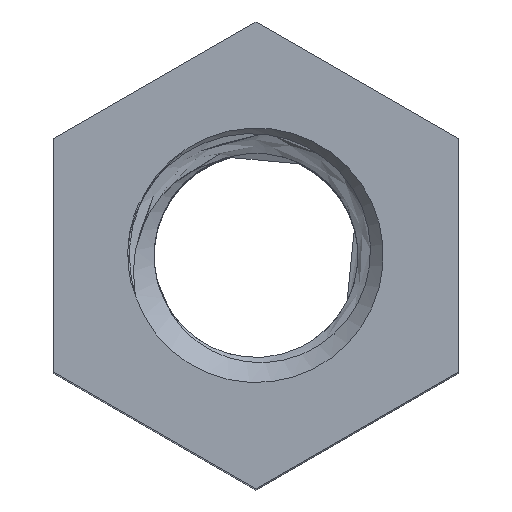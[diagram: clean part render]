
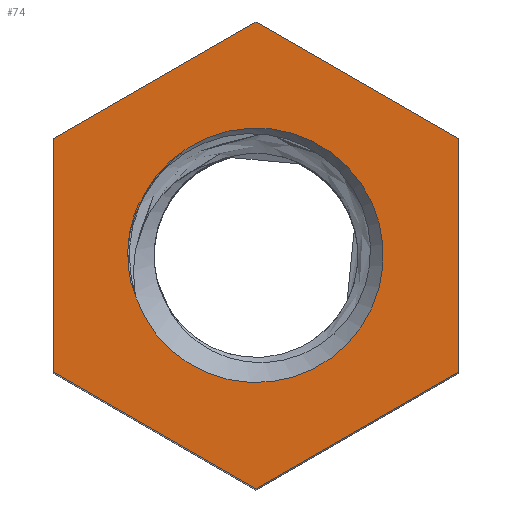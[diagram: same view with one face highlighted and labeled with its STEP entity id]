
A CAD part, top view. The second image highlights one B-rep face of the part: STEP entity #74.
In plain terms, the highlighted planar face has unit normal (0, 0, 1).
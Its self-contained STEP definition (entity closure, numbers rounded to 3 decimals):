
#74=ADVANCED_FACE('',(#338,#340),#342,.T.);
#338=FACE_BOUND('',#339,.T.);
#339=EDGE_LOOP('',(#10623,#10624,#10625,#10626,#10627,#10628));
#340=FACE_BOUND('',#341,.T.);
#341=EDGE_LOOP('',(#10629,#10630));
#342=PLANE('',#343);
#343=AXIS2_PLACEMENT_3D('',#344,#345,#346);
#344=CARTESIAN_POINT('',(0.,0.,8.));
#345=DIRECTION('',(0.,0.,1.));
#346=DIRECTION('',(-1.,0.,0.));
#10623=ORIENTED_EDGE('',*,*,#10785,.T.);
#10624=ORIENTED_EDGE('',*,*,#10786,.T.);
#10625=ORIENTED_EDGE('',*,*,#10787,.T.);
#10626=ORIENTED_EDGE('',*,*,#10788,.T.);
#10627=ORIENTED_EDGE('',*,*,#10789,.T.);
#10628=ORIENTED_EDGE('',*,*,#10790,.T.);
#10629=ORIENTED_EDGE('',*,*,#10791,.T.);
#10630=ORIENTED_EDGE('',*,*,#10775,.T.);
#10775=EDGE_CURVE('',#10859,#10857,#10860,.F.);
#10785=EDGE_CURVE('',#10878,#10879,#10880,.T.);
#10786=EDGE_CURVE('',#10879,#10881,#10882,.T.);
#10787=EDGE_CURVE('',#10881,#10883,#10884,.T.);
#10788=EDGE_CURVE('',#10883,#10885,#10886,.T.);
#10789=EDGE_CURVE('',#10885,#10887,#10888,.T.);
#10790=EDGE_CURVE('',#10887,#10878,#10889,.T.);
#10791=EDGE_CURVE('',#10857,#10859,#10890,.F.);
#10857=VERTEX_POINT('',#11007);
#10859=VERTEX_POINT('',#11025);
#10860=CIRCLE('',#11026,1.26);
#10878=VERTEX_POINT('',#11189);
#10879=VERTEX_POINT('',#11190);
#10880=LINE('',#11191,#11192);
#10881=VERTEX_POINT('',#11194);
#10882=LINE('',#11195,#11196);
#10883=VERTEX_POINT('',#11198);
#10884=LINE('',#11199,#11200);
#10885=VERTEX_POINT('',#11202);
#10886=LINE('',#11203,#11204);
#10887=VERTEX_POINT('',#11206);
#10888=LINE('',#11207,#11208);
#10889=LINE('',#11210,#11211);
#10890=B_SPLINE_CURVE_WITH_KNOTS('',3,
(#11213,#11214,#11215,#11216,#11217,#11218,#11219,#11220,#11221,#11222,#11223,#11224,
#11225,#11226,#11227,#11228,#11229,#11230,#11231,#11232,#11233),
.UNSPECIFIED.,.F.,.F.,
(4,1,1,1,1,1,1,1,1,1,1,1,1,1,1,1,1,1,4),
(0.,0.068,0.102,0.204,0.207,0.317,
0.352,0.433,0.5,0.514,0.553,
0.667,0.684,0.773,0.848,0.859,
0.935,0.963,1.),
.UNSPECIFIED.);
#11007=CARTESIAN_POINT('',(-1.194,-0.402,8.));
#11025=CARTESIAN_POINT('',(-1.194,0.402,8.));
#11026=AXIS2_PLACEMENT_3D('',#11027,#11028,#11029);
#11027=CARTESIAN_POINT('',(0.,0.,8.));
#11028=DIRECTION('',(0.,0.,1.));
#11029=DIRECTION('',(-0.948,-0.319,0.));
#11189=CARTESIAN_POINT('',(0.,-2.309,8.));
#11190=CARTESIAN_POINT('',(2.,-1.155,8.));
#11191=CARTESIAN_POINT('',(0.,-2.309,8.));
#11192=VECTOR('',#11193,1.);
#11193=DIRECTION('',(0.866,0.5,0.));
#11194=CARTESIAN_POINT('',(2.,1.155,8.));
#11195=CARTESIAN_POINT('',(2.,-1.155,8.));
#11196=VECTOR('',#11197,1.);
#11197=DIRECTION('',(0.,1.,0.));
#11198=CARTESIAN_POINT('',(0.,2.309,8.));
#11199=CARTESIAN_POINT('',(2.,1.155,8.));
#11200=VECTOR('',#11201,1.);
#11201=DIRECTION('',(-0.866,0.5,0.));
#11202=CARTESIAN_POINT('',(-2.,1.155,8.));
#11203=CARTESIAN_POINT('',(0.,2.309,8.));
#11204=VECTOR('',#11205,1.);
#11205=DIRECTION('',(-0.866,-0.5,0.));
#11206=CARTESIAN_POINT('',(-2.,-1.155,8.));
#11207=CARTESIAN_POINT('',(-2.,1.155,8.));
#11208=VECTOR('',#11209,1.);
#11209=DIRECTION('',(0.,-1.,0.));
#11210=CARTESIAN_POINT('',(-2.,-1.155,8.));
#11211=VECTOR('',#11212,1.);
#11212=DIRECTION('',(0.866,-0.5,0.));
#11213=CARTESIAN_POINT('',(-1.194,0.402,8.));
#11214=CARTESIAN_POINT('',(-1.201,0.385,8.));
#11215=CARTESIAN_POINT('',(-1.211,0.359,8.));
#11216=CARTESIAN_POINT('',(-1.228,0.305,8.));
#11217=CARTESIAN_POINT('',(-1.238,0.268,8.));
#11218=CARTESIAN_POINT('',(-1.25,0.211,8.));
#11219=CARTESIAN_POINT('',(-1.257,0.171,8.));
#11220=CARTESIAN_POINT('',(-1.265,0.109,8.));
#11221=CARTESIAN_POINT('',(-1.269,0.059,8.));
#11222=CARTESIAN_POINT('',(-1.27,0.014,8.));
#11223=CARTESIAN_POINT('',(-1.27,-0.018,8.));
#11224=CARTESIAN_POINT('',(-1.269,-0.064,8.));
#11225=CARTESIAN_POINT('',(-1.265,-0.111,8.));
#11226=CARTESIAN_POINT('',(-1.257,-0.17,8.));
#11227=CARTESIAN_POINT('',(-1.249,-0.219,8.));
#11228=CARTESIAN_POINT('',(-1.238,-0.266,8.));
#11229=CARTESIAN_POINT('',(-1.226,-0.309,8.));
#11230=CARTESIAN_POINT('',(-1.217,-0.34,8.));
#11231=CARTESIAN_POINT('',(-1.204,-0.376,8.));
#11232=CARTESIAN_POINT('',(-1.198,-0.393,8.));
#11233=CARTESIAN_POINT('',(-1.194,-0.402,8.));
